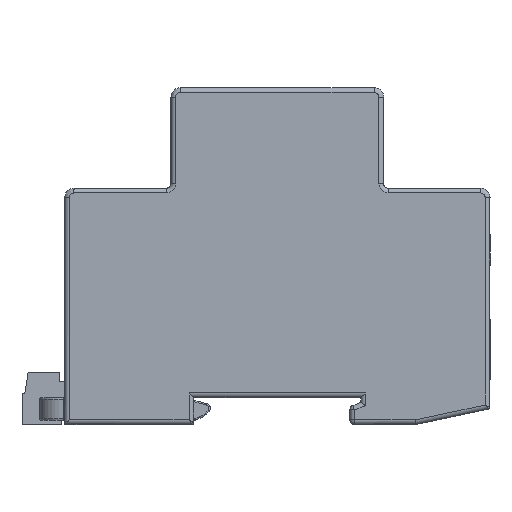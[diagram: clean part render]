
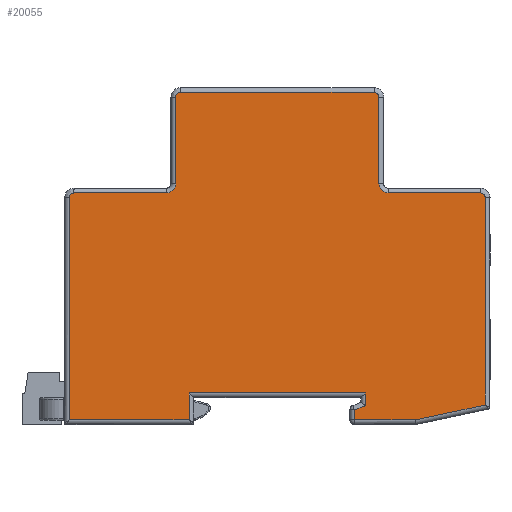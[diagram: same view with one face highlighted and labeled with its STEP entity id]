
A CAD part, front view. The second image highlights one B-rep face of the part: STEP entity #20055.
In plain terms, the highlighted planar face has unit normal (0, -1, 0).
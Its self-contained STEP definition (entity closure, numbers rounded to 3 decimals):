
#2963=DIRECTION('',(0.,0.,-1.));
#2964=VECTOR('',#2963,47.);
#2965=CARTESIAN_POINT('',(-44.,-143.6,42.3));
#2966=LINE('',#2965,#2964);
#2970=CARTESIAN_POINT('',(-44.,-143.6,-4.7));
#4554=DIRECTION('',(1.,0.,0.));
#4555=VECTOR('',#4554,25.35);
#4556=CARTESIAN_POINT('',(-44.,-143.6,-4.7));
#4557=LINE('',#4556,#4555);
#4609=DIRECTION('',(0.931,0.,0.364));
#4610=VECTOR('',#4609,2.47);
#4611=CARTESIAN_POINT('',(16.35,-143.6,-2.583));
#4612=LINE('',#4611,#4610);
#4616=CARTESIAN_POINT('',(-43.,-143.6,42.3));
#4617=DIRECTION('',(0.,1.,0.));
#4618=DIRECTION('',(-1.,0.,0.));
#4619=AXIS2_PLACEMENT_3D('',#4616,#4617,#4618);
#4624=CARTESIAN_POINT('',(-23.5,-143.6,45.3));
#4625=DIRECTION('',(0.,-1.,0.));
#4626=DIRECTION('',(0.,0.,-1.));
#4627=AXIS2_PLACEMENT_3D('',#4624,#4625,#4626);
#4632=CARTESIAN_POINT('',(-20.5,-143.6,63.582));
#4633=DIRECTION('',(0.,1.,0.));
#4634=DIRECTION('',(-1.,0.,0.));
#4635=AXIS2_PLACEMENT_3D('',#4632,#4633,#4634);
#4640=CARTESIAN_POINT('',(20.5,-143.6,63.582));
#4641=DIRECTION('',(0.,1.,0.));
#4642=DIRECTION('',(0.,0.,1.));
#4643=AXIS2_PLACEMENT_3D('',#4640,#4641,#4642);
#4648=CARTESIAN_POINT('',(23.5,-143.6,45.3));
#4649=DIRECTION('',(0.,-1.,0.));
#4650=DIRECTION('',(-1.,0.,0.));
#4651=AXIS2_PLACEMENT_3D('',#4648,#4649,#4650);
#4656=CARTESIAN_POINT('',(43.,-143.6,42.3));
#4657=DIRECTION('',(0.,1.,0.));
#4658=DIRECTION('',(0.,0.,1.));
#4659=AXIS2_PLACEMENT_3D('',#4656,#4657,#4658);
#4664=DIRECTION('',(-0.978,0.,-0.208));
#4665=VECTOR('',#4664,15.136);
#4666=CARTESIAN_POINT('',(44.,-143.6,-1.553));
#4667=LINE('',#4666,#4665);
#4671=DIRECTION('',(0.,0.,-1.));
#4672=VECTOR('',#4671,2.117);
#4673=CARTESIAN_POINT('',(16.35,-143.6,-2.583));
#4674=LINE('',#4673,#4672);
#4709=DIRECTION('',(1.,0.,0.));
#4710=VECTOR('',#4709,12.845);
#4711=CARTESIAN_POINT('',(16.35,-143.6,-4.7));
#4712=LINE('',#4711,#4710);
#4774=DIRECTION('',(0.,0.,1.));
#4775=VECTOR('',#4774,43.853);
#4776=CARTESIAN_POINT('',(44.,-143.6,-1.553));
#4777=LINE('',#4776,#4775);
#4824=DIRECTION('',(-1.,0.,0.));
#4825=VECTOR('',#4824,19.5);
#4826=CARTESIAN_POINT('',(43.,-143.6,43.3));
#4827=LINE('',#4826,#4825);
#4862=DIRECTION('',(0.,0.,1.));
#4863=VECTOR('',#4862,18.282);
#4864=CARTESIAN_POINT('',(21.5,-143.6,45.3));
#4865=LINE('',#4864,#4863);
#4900=DIRECTION('',(-1.,0.,0.));
#4901=VECTOR('',#4900,41.);
#4902=CARTESIAN_POINT('',(20.5,-143.6,64.582));
#4903=LINE('',#4902,#4901);
#4938=DIRECTION('',(0.,0.,-1.));
#4939=VECTOR('',#4938,18.282);
#4940=CARTESIAN_POINT('',(-21.5,-143.6,63.582));
#4941=LINE('',#4940,#4939);
#4976=DIRECTION('',(-1.,0.,0.));
#4977=VECTOR('',#4976,19.5);
#4978=CARTESIAN_POINT('',(-23.5,-143.6,43.3));
#4979=LINE('',#4978,#4977);
#8768=DIRECTION('',(0.,0.,-1.));
#8769=VECTOR('',#8768,2.683);
#8770=CARTESIAN_POINT('',(18.65,-143.6,1.));
#8771=LINE('',#8770,#8769);
#8775=DIRECTION('',(1.,0.,0.));
#8776=VECTOR('',#8775,37.3);
#8777=CARTESIAN_POINT('',(-18.65,-143.6,1.));
#8778=LINE('',#8777,#8776);
#8801=DIRECTION('',(0.,0.,1.));
#8802=VECTOR('',#8801,5.7);
#8803=CARTESIAN_POINT('',(-18.65,-143.6,-4.7));
#8804=LINE('',#8803,#8802);
#12860=VERTEX_POINT('',#2970);
#12861=CARTESIAN_POINT('',(-44.,-143.6,42.3));
#12862=VERTEX_POINT('',#12861);
#12865=CARTESIAN_POINT('',(-43.,-143.6,43.3));
#12866=VERTEX_POINT('',#12865);
#13239=CARTESIAN_POINT('',(-18.65,-143.6,-4.7));
#13240=VERTEX_POINT('',#13239);
#13241=CARTESIAN_POINT('',(16.35,-143.6,-2.583));
#13242=CARTESIAN_POINT('',(16.35,-143.6,-4.7));
#13243=VERTEX_POINT('',#13241);
#13244=VERTEX_POINT('',#13242);
#13245=CARTESIAN_POINT('',(18.65,-143.6,-1.683));
#13246=VERTEX_POINT('',#13245);
#13247=CARTESIAN_POINT('',(18.65,-143.6,1.));
#13248=VERTEX_POINT('',#13247);
#13249=CARTESIAN_POINT('',(-18.65,-143.6,1.));
#13250=VERTEX_POINT('',#13249);
#13251=CARTESIAN_POINT('',(-23.5,-143.6,43.3));
#13252=VERTEX_POINT('',#13251);
#13253=CARTESIAN_POINT('',(-21.5,-143.6,45.3));
#13254=VERTEX_POINT('',#13253);
#13255=CARTESIAN_POINT('',(-21.5,-143.6,63.582));
#13256=VERTEX_POINT('',#13255);
#13257=CARTESIAN_POINT('',(-20.5,-143.6,64.582));
#13258=VERTEX_POINT('',#13257);
#13259=CARTESIAN_POINT('',(20.5,-143.6,64.582));
#13260=VERTEX_POINT('',#13259);
#13261=CARTESIAN_POINT('',(21.5,-143.6,63.582));
#13262=VERTEX_POINT('',#13261);
#13263=CARTESIAN_POINT('',(21.5,-143.6,45.3));
#13264=VERTEX_POINT('',#13263);
#13265=CARTESIAN_POINT('',(23.5,-143.6,43.3));
#13266=VERTEX_POINT('',#13265);
#13267=CARTESIAN_POINT('',(43.,-143.6,43.3));
#13268=VERTEX_POINT('',#13267);
#13269=CARTESIAN_POINT('',(44.,-143.6,42.3));
#13270=VERTEX_POINT('',#13269);
#13271=CARTESIAN_POINT('',(44.,-143.6,-1.553));
#13272=VERTEX_POINT('',#13271);
#13273=CARTESIAN_POINT('',(29.195,-143.6,-4.7));
#13274=VERTEX_POINT('',#13273);
#20009=CARTESIAN_POINT('',(0.,-143.6,0.));
#20010=DIRECTION('',(0.,1.,0.));
#20011=DIRECTION('',(-1.,0.,0.));
#20012=AXIS2_PLACEMENT_3D('',#20009,#20010,#20011);
#20013=PLANE('',#20012);
#20015=ORIENTED_EDGE('',*,*,#20014,.F.);
#20017=ORIENTED_EDGE('',*,*,#20016,.T.);
#20019=ORIENTED_EDGE('',*,*,#20018,.F.);
#20021=ORIENTED_EDGE('',*,*,#20020,.F.);
#20023=ORIENTED_EDGE('',*,*,#20022,.F.);
#20024=ORIENTED_EDGE('',*,*,#19993,.F.);
#20025=ORIENTED_EDGE('',*,*,#18344,.F.);
#20026=ORIENTED_EDGE('',*,*,#18378,.T.);
#20028=ORIENTED_EDGE('',*,*,#20027,.F.);
#20030=ORIENTED_EDGE('',*,*,#20029,.T.);
#20032=ORIENTED_EDGE('',*,*,#20031,.F.);
#20034=ORIENTED_EDGE('',*,*,#20033,.T.);
#20036=ORIENTED_EDGE('',*,*,#20035,.F.);
#20038=ORIENTED_EDGE('',*,*,#20037,.T.);
#20040=ORIENTED_EDGE('',*,*,#20039,.F.);
#20042=ORIENTED_EDGE('',*,*,#20041,.T.);
#20044=ORIENTED_EDGE('',*,*,#20043,.F.);
#20046=ORIENTED_EDGE('',*,*,#20045,.T.);
#20048=ORIENTED_EDGE('',*,*,#20047,.F.);
#20050=ORIENTED_EDGE('',*,*,#20049,.T.);
#20052=ORIENTED_EDGE('',*,*,#20051,.F.);
#20053=EDGE_LOOP('',(#20015,#20017,#20019,#20021,#20023,#20024,#20025,#20026,
#20028,#20030,#20032,#20034,#20036,#20038,#20040,#20042,#20044,#20046,#20048,
#20050,#20052));
#20054=FACE_OUTER_BOUND('',#20053,.F.);
#4620=CIRCLE('',#4619,1.);
#4628=CIRCLE('',#4627,2.);
#4636=CIRCLE('',#4635,1.);
#4644=CIRCLE('',#4643,1.);
#4652=CIRCLE('',#4651,2.);
#4660=CIRCLE('',#4659,1.);
#18344=EDGE_CURVE('',#12862,#12860,#2966,.T.);
#18378=EDGE_CURVE('',#12862,#12866,#4620,.T.);
#19993=EDGE_CURVE('',#12860,#13240,#4557,.T.);
#20014=EDGE_CURVE('',#13243,#13244,#4674,.T.);
#20016=EDGE_CURVE('',#13243,#13246,#4612,.T.);
#20018=EDGE_CURVE('',#13248,#13246,#8771,.T.);
#20020=EDGE_CURVE('',#13250,#13248,#8778,.T.);
#20022=EDGE_CURVE('',#13240,#13250,#8804,.T.);
#20027=EDGE_CURVE('',#13252,#12866,#4979,.T.);
#20029=EDGE_CURVE('',#13252,#13254,#4628,.T.);
#20031=EDGE_CURVE('',#13256,#13254,#4941,.T.);
#20033=EDGE_CURVE('',#13256,#13258,#4636,.T.);
#20035=EDGE_CURVE('',#13260,#13258,#4903,.T.);
#20037=EDGE_CURVE('',#13260,#13262,#4644,.T.);
#20039=EDGE_CURVE('',#13264,#13262,#4865,.T.);
#20041=EDGE_CURVE('',#13264,#13266,#4652,.T.);
#20043=EDGE_CURVE('',#13268,#13266,#4827,.T.);
#20045=EDGE_CURVE('',#13268,#13270,#4660,.T.);
#20047=EDGE_CURVE('',#13272,#13270,#4777,.T.);
#20049=EDGE_CURVE('',#13272,#13274,#4667,.T.);
#20051=EDGE_CURVE('',#13244,#13274,#4712,.T.);
#20055=ADVANCED_FACE('',(#20054),#20013,.F.);
